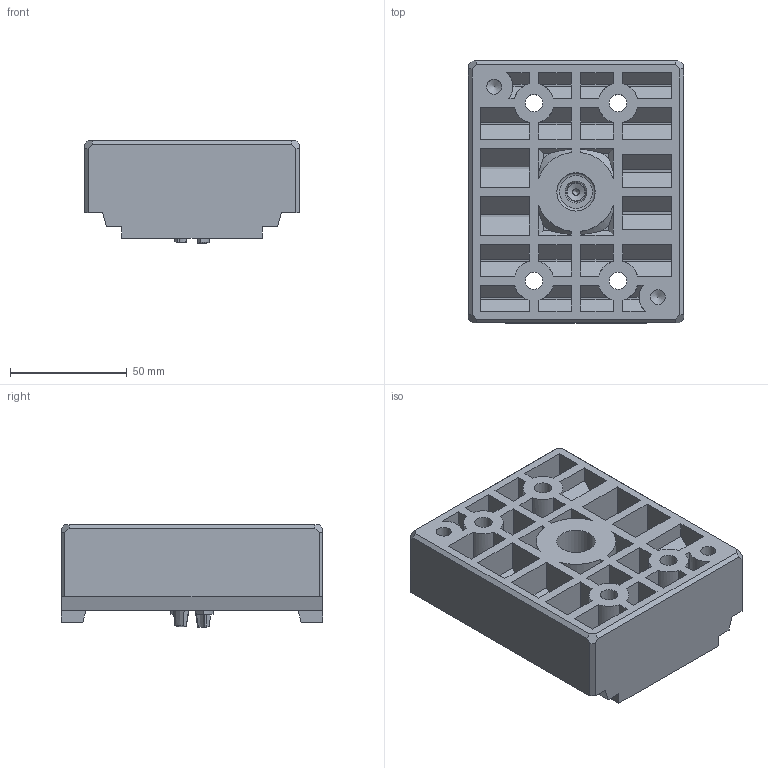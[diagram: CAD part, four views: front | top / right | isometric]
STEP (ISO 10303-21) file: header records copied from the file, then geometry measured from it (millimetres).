
FILE_DESCRIPTION(('STEP AP214'),'1');
FILE_NAME('Stock Cavity AM - stage3.stp','2017-11-09T16:08:46',(' '),(' '),'Spatial InterOp 3D',' ',' ');
FILE_SCHEMA(('AUTOMOTIVE_DESIGN { 1 0 10303 214 1 1 1 1 }'));
Length unit declared in the file: millimetre
Products named in the file (1): Stock Cavity AM - stage3
Bounding box: 92 x 112 x 43.94 mm (x, y, z)
Volume: 269271.5 mm3; surface area: 74851.4 mm2
Topology: 1 solids, 2 shells, 564 faces, 1480 edges, 945 vertices
Faces by surface type: plane 319, cylinder 109, cone 59, bspline 39, torus 32, sphere 6
Full cylindrical faces by diameter (mm): 5 x2, 6.4 x2, 7.4 x4, 8.4 x1, 9.845 x2, 12.4 x4, 16.4 x1
Entity records: 27508 total; most frequent: CARTESIAN_POINT 9656, ORIENTED_EDGE 2826, DIRECTION 2646, EDGE_CURVE 1413, VERTEX_POINT 923, AXIS2_PLACEMENT_3D 906, LINE 834, VECTOR 834
